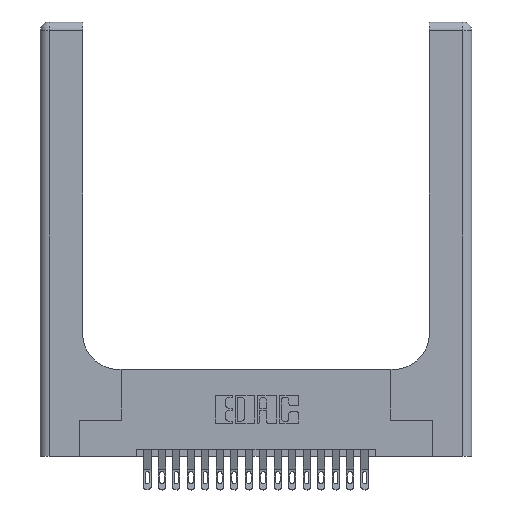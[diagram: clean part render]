
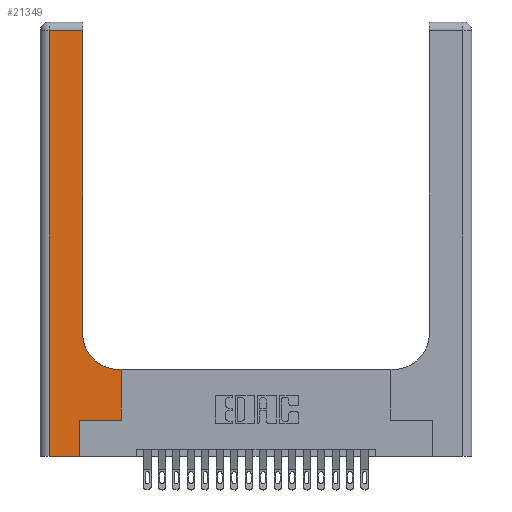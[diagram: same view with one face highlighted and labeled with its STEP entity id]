
A CAD part, top view. The second image highlights one B-rep face of the part: STEP entity #21349.
In plain terms, the highlighted planar face has unit normal (0, 0, 1).
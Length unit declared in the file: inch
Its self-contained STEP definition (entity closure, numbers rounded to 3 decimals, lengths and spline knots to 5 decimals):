
#401 = DIRECTION ( 'NONE',  ( 0., 0., -1. ) ) ;
#766 = AXIS2_PLACEMENT_3D ( 'NONE', #12181, #401, #3819 ) ;
#1059 = VERTEX_POINT ( 'NONE', #9767 ) ;
#1186 = DIRECTION ( 'NONE',  ( 0., 1., 0. ) ) ;
#1204 = ORIENTED_EDGE ( 'NONE', *, *, #18782, .T. ) ;
#1288 = LINE ( 'NONE', #7952, #12758 ) ;
#1399 = CARTESIAN_POINT ( 'NONE',  ( 0.269, 0.25, 0.37 ) ) ;
#1515 = ORIENTED_EDGE ( 'NONE', *, *, #4374, .T. ) ;
#1580 = ORIENTED_EDGE ( 'NONE', *, *, #18631, .T. ) ;
#2774 = VECTOR ( 'NONE', #13043, 39.37008 ) ;
#2825 = DIRECTION ( 'NONE',  ( 1., 0., 0. ) ) ;
#3047 = CARTESIAN_POINT ( 'NONE',  ( 0.06, 2.94, 0.37 ) ) ;
#3100 = CARTESIAN_POINT ( 'NONE',  ( 0.5415, 0.6, 0.37 ) ) ;
#3183 = EDGE_CURVE ( 'NONE', #4081, #16543, #19288, .T. ) ;
#3342 = VERTEX_POINT ( 'NONE', #19267 ) ;
#3681 = CARTESIAN_POINT ( 'NONE',  ( 0.5415, 0.85, 0.37 ) ) ;
#3819 = DIRECTION ( 'NONE',  ( -1., 0., 0. ) ) ;
#3933 = VECTOR ( 'NONE', #18930, 39.37008 ) ;
#4081 = VERTEX_POINT ( 'NONE', #11144 ) ;
#4135 = CIRCLE ( 'NONE', #7105, 0.25 ) ;
#4221 = LINE ( 'NONE', #14537, #10216 ) ;
#4374 = EDGE_CURVE ( 'NONE', #14408, #4081, #20375, .T. ) ;
#5384 = DIRECTION ( 'NONE',  ( 1., 0., 0. ) ) ;
#5708 = EDGE_CURVE ( 'NONE', #10204, #14408, #5913, .T. ) ;
#5913 = LINE ( 'NONE', #1399, #2774 ) ;
#6043 = VECTOR ( 'NONE', #14755, 39.37008 ) ;
#6418 = VERTEX_POINT ( 'NONE', #19682 ) ;
#6478 = CARTESIAN_POINT ( 'NONE',  ( 0.269, 0., 0.37 ) ) ;
#7089 = ORIENTED_EDGE ( 'NONE', *, *, #10614, .T. ) ;
#7105 = AXIS2_PLACEMENT_3D ( 'NONE', #3681, #17267, #5384 ) ;
#7848 = VERTEX_POINT ( 'NONE', #13833 ) ;
#7952 = CARTESIAN_POINT ( 'NONE',  ( 0., 0., 0.37 ) ) ;
#9183 = VERTEX_POINT ( 'NONE', #3047 ) ;
#9487 = CARTESIAN_POINT ( 'NONE',  ( 0.5585, 0.25, 0.37 ) ) ;
#9767 = CARTESIAN_POINT ( 'NONE',  ( 0.2915, 2.94, 0.37 ) ) ;
#9874 = EDGE_CURVE ( 'NONE', #7848, #1059, #12796, .T. ) ;
#9903 = ORIENTED_EDGE ( 'NONE', *, *, #14042, .T. ) ;
#9982 = VECTOR ( 'NONE', #21543, 39.37008 ) ;
#10204 = VERTEX_POINT ( 'NONE', #16626 ) ;
#10216 = VECTOR ( 'NONE', #21171, 39.37008 ) ;
#10358 = CARTESIAN_POINT ( 'NONE',  ( 0.2915, 0.6, 0.37 ) ) ;
#10442 = PLANE ( 'NONE',  #766 ) ;
#10614 = EDGE_CURVE ( 'NONE', #3342, #6418, #1288, .T. ) ;
#10913 = FACE_OUTER_BOUND ( 'NONE', #13124, .T. ) ;
#11144 = CARTESIAN_POINT ( 'NONE',  ( 0.5585, 0.6, 0.37 ) ) ;
#11676 = ORIENTED_EDGE ( 'NONE', *, *, #5708, .T. ) ;
#12181 = CARTESIAN_POINT ( 'NONE',  ( 0., 3., 0.37 ) ) ;
#12343 = DIRECTION ( 'NONE',  ( -1., 0., 0. ) ) ;
#12503 = ORIENTED_EDGE ( 'NONE', *, *, #9874, .T. ) ;
#12758 = VECTOR ( 'NONE', #2825, 39.37008 ) ;
#12796 = LINE ( 'NONE', #17184, #3933 ) ;
#13043 = DIRECTION ( 'NONE',  ( 1., 0., 0. ) ) ;
#13124 = EDGE_LOOP ( 'NONE', ( #12503, #1580, #1204, #7089, #9903, #11676, #1515, #20763, #19054 ) ) ;
#13833 = CARTESIAN_POINT ( 'NONE',  ( 0.2915, 0.85, 0.37 ) ) ;
#14042 = EDGE_CURVE ( 'NONE', #6418, #10204, #14388, .T. ) ;
#14388 = LINE ( 'NONE', #6478, #9982 ) ;
#14408 = VERTEX_POINT ( 'NONE', #20459 ) ;
#14537 = CARTESIAN_POINT ( 'NONE',  ( 0., 2.94, 0.37 ) ) ;
#14755 = DIRECTION ( 'NONE',  ( 0., -1., 0. ) ) ;
#14889 = LINE ( 'NONE', #21542, #6043 ) ;
#15918 = VECTOR ( 'NONE', #1186, 39.37008 ) ;
#16098 = EDGE_CURVE ( 'NONE', #16543, #7848, #4135, .T. ) ;
#16543 = VERTEX_POINT ( 'NONE', #3100 ) ;
#16626 = CARTESIAN_POINT ( 'NONE',  ( 0.269, 0.25, 0.37 ) ) ;
#17184 = CARTESIAN_POINT ( 'NONE',  ( 0.2915, 3., 0.37 ) ) ;
#17267 = DIRECTION ( 'NONE',  ( 0., 0., -1. ) ) ;
#18631 = EDGE_CURVE ( 'NONE', #1059, #9183, #4221, .T. ) ;
#18782 = EDGE_CURVE ( 'NONE', #9183, #3342, #14889, .T. ) ;
#18930 = DIRECTION ( 'NONE',  ( 0., 1., 0. ) ) ;
#19054 = ORIENTED_EDGE ( 'NONE', *, *, #16098, .T. ) ;
#19267 = CARTESIAN_POINT ( 'NONE',  ( 0.06, 0., 0.37 ) ) ;
#19288 = LINE ( 'NONE', #10358, #21142 ) ;
#19682 = CARTESIAN_POINT ( 'NONE',  ( 0.269, 0., 0.37 ) ) ;
#20375 = LINE ( 'NONE', #9487, #15918 ) ;
#20459 = CARTESIAN_POINT ( 'NONE',  ( 0.5585, 0.25, 0.37 ) ) ;
#20763 = ORIENTED_EDGE ( 'NONE', *, *, #3183, .T. ) ;
#21142 = VECTOR ( 'NONE', #12343, 39.37008 ) ;
#21171 = DIRECTION ( 'NONE',  ( -1., 0., 0. ) ) ;
#21349 = ADVANCED_FACE ( 'NONE', ( #10913 ), #10442, .F. ) ;
#21542 = CARTESIAN_POINT ( 'NONE',  ( 0.06, 3., 0.37 ) ) ;
#21543 = DIRECTION ( 'NONE',  ( 0., 1., 0. ) ) ;
